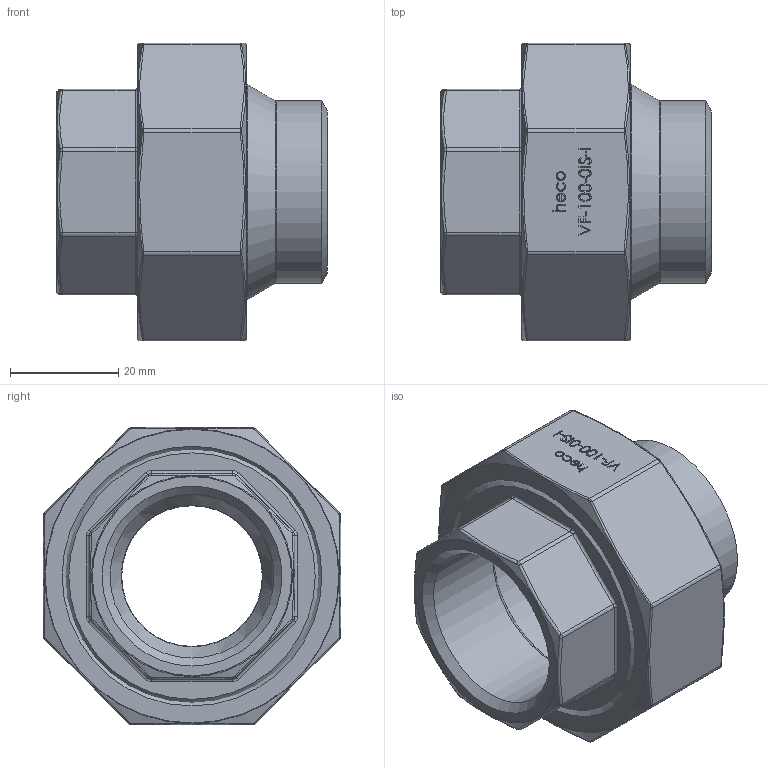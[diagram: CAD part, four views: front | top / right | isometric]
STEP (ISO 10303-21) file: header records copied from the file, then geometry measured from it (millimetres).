
FILE_DESCRIPTION (( 'STEP AP214' ), '1' );
FILE_NAME ('VF-100-0IS-I Verschraubung flach 2109.STEP', '2021-09-21T11:43:03', ( '' ), ( '' ), 'SwSTEP 2.0', 'SolidWorks 2019', '' );
FILE_SCHEMA (( 'AUTOMOTIVE_DESIGN' ));
Length unit declared in the file: millimetre
Products named in the file (5): VF-100-0IS-I Verschraubung flach 2109; ES-100-F0I-I Schraubteil 1609; ET-100-F0S-I Einlegeteil 1610; DI-045-0VF-I Dichtung f黵 躆100 1609; ÜM-048-042-I Überwurfmutter 100 1609
Assembly tree (4 placements, depth 2):
  VF-100-0IS-I Verschraubung flach 2109
    ES-100-F0I-I Schraubteil 1609
    DI-045-0VF-I Dichtung f黵 躆100 1609
    ET-100-F0S-I Einlegeteil 1610
    ÜM-048-042-I Überwurfmutter 100 1609
Bounding box: 50 x 55 x 55.04 mm (x, y, z)
Volume: 46376 mm3; surface area: 24066.5 mm2
Topology: 4 solids, 4 shells, 310 faces, 744 edges, 468 vertices
Faces by surface type: bspline 125, plane 108, cylinder 36, torus 30, cone 11
Full cylindrical faces by diameter (mm): 26 x1, 30.289 x1, 33.7 x1, 34 x2, 35 x1, 42 x1, 42.5 x1, 45.5 x2, 45.84 x1, 48 x1
Entity records: 17219 total; most frequent: CARTESIAN_POINT 7933, ORIENTED_EDGE 1370, DIRECTION 955, EDGE_CURVE 685, VERTEX_POINT 454, EDGE_LOOP 389, FACE_OUTER_BOUND 344, AXIS2_PLACEMENT_3D 328
